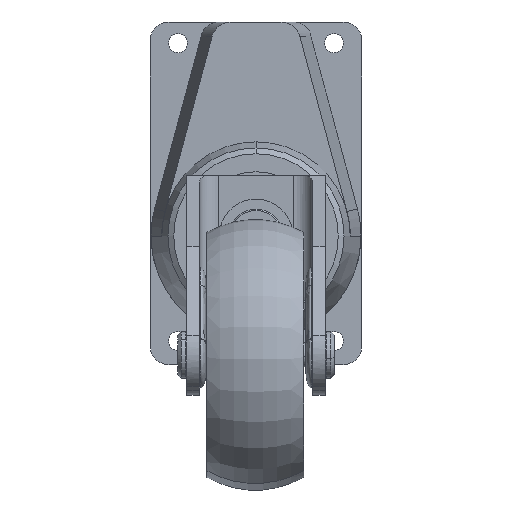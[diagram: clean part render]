
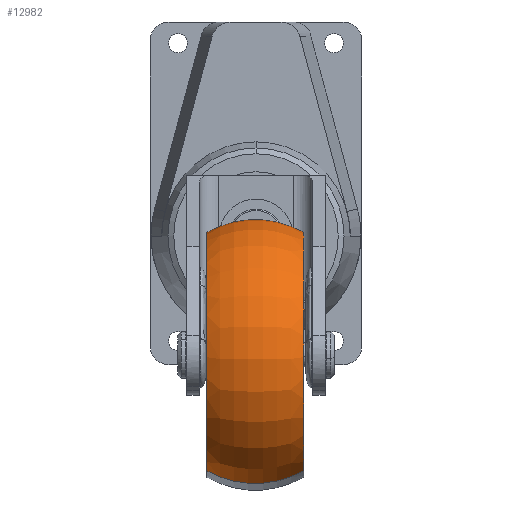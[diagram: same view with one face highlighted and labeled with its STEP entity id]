
A CAD part, front view. The second image highlights one B-rep face of the part: STEP entity #12982.
In plain terms, the highlighted toroidal (fillet/blend) face has major radius 10.93 mm and minor radius 25 mm.
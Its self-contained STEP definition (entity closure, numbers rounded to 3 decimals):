
#98 = CARTESIAN_POINT ( 'NONE',  ( -12.8, 0., 32.405 ) ) ;
#272 = ORIENTED_EDGE ( 'NONE', *, *, #25267, .F. ) ;
#629 = VERTEX_POINT ( 'NONE', #5883 ) ;
#1425 = DIRECTION ( 'NONE',  ( 0., 0., -1. ) ) ;
#1868 = CIRCLE ( 'NONE', #13026, 25. ) ;
#2483 = DIRECTION ( 'NONE',  ( 0., 1., 0. ) ) ;
#4225 = VERTEX_POINT ( 'NONE', #7939 ) ;
#4330 = DIRECTION ( 'NONE',  ( -1., 0., 0. ) ) ;
#4813 = ORIENTED_EDGE ( 'NONE', *, *, #21735, .F. ) ;
#5883 = CARTESIAN_POINT ( 'NONE',  ( -12.8, 0., -32.405 ) ) ;
#6885 = DIRECTION ( 'NONE',  ( 0., -1., 0. ) ) ;
#7146 = TOROIDAL_SURFACE ( 'NONE', #28899, 10.93, 25. ) ;
#7213 = DIRECTION ( 'NONE',  ( -1., 0., 0. ) ) ;
#7525 = AXIS2_PLACEMENT_3D ( 'NONE', #25220, #2483, #7615 ) ;
#7615 = DIRECTION ( 'NONE',  ( 0., 0., 1. ) ) ;
#7939 = CARTESIAN_POINT ( 'NONE',  ( 12.8, 0., -32.405 ) ) ;
#11954 = DIRECTION ( 'NONE',  ( 0., 0., 1. ) ) ;
#12394 = AXIS2_PLACEMENT_3D ( 'NONE', #32471, #7213, #12552 ) ;
#12552 = DIRECTION ( 'NONE',  ( 0., 0., 1. ) ) ;
#12982 = ADVANCED_FACE ( 'NONE', ( #32760 ), #7146, .T. ) ;
#13026 = AXIS2_PLACEMENT_3D ( 'NONE', #19202, #6885, #1425 ) ;
#13661 = CARTESIAN_POINT ( 'NONE',  ( 12.8, 0., 32.405 ) ) ;
#13791 = VERTEX_POINT ( 'NONE', #98 ) ;
#14024 = EDGE_CURVE ( 'NONE', #26111, #13791, #1868, .T. ) ;
#15562 = CIRCLE ( 'NONE', #12394, 32.405 ) ;
#16522 = AXIS2_PLACEMENT_3D ( 'NONE', #32685, #29858, #11954 ) ;
#19202 = CARTESIAN_POINT ( 'NONE',  ( 0., 0., 10.93 ) ) ;
#19931 = ORIENTED_EDGE ( 'NONE', *, *, #27155, .T. ) ;
#21735 = EDGE_CURVE ( 'NONE', #629, #13791, #23906, .T. ) ;
#23906 = CIRCLE ( 'NONE', #16522, 32.405 ) ;
#24128 = EDGE_LOOP ( 'NONE', ( #272, #19931, #28091, #4813 ) ) ;
#25220 = CARTESIAN_POINT ( 'NONE',  ( 0., 0., -10.93 ) ) ;
#25267 = EDGE_CURVE ( 'NONE', #4225, #629, #26607, .T. ) ;
#26111 = VERTEX_POINT ( 'NONE', #13661 ) ;
#26607 = CIRCLE ( 'NONE', #7525, 25. ) ;
#26647 = DIRECTION ( 'NONE',  ( 0., 0., 1. ) ) ;
#27155 = EDGE_CURVE ( 'NONE', #4225, #26111, #15562, .T. ) ;
#28091 = ORIENTED_EDGE ( 'NONE', *, *, #14024, .T. ) ;
#28899 = AXIS2_PLACEMENT_3D ( 'NONE', #29173, #4330, #26647 ) ;
#29173 = CARTESIAN_POINT ( 'NONE',  ( 0., 0., 0. ) ) ;
#29858 = DIRECTION ( 'NONE',  ( -1., 0., 0. ) ) ;
#32471 = CARTESIAN_POINT ( 'NONE',  ( 12.8, 0., 0. ) ) ;
#32685 = CARTESIAN_POINT ( 'NONE',  ( -12.8, 0., 0. ) ) ;
#32760 = FACE_OUTER_BOUND ( 'NONE', #24128, .T. ) ;
